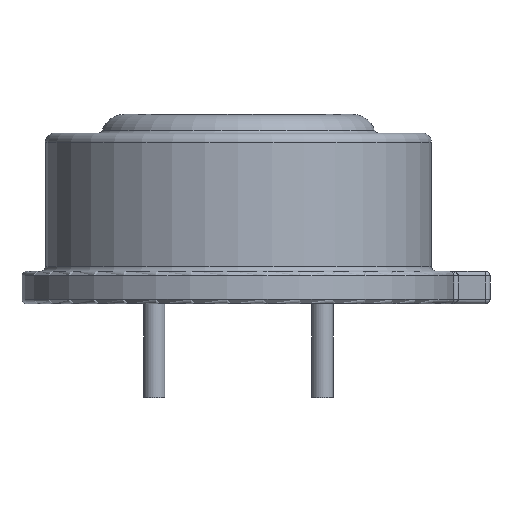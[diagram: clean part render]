
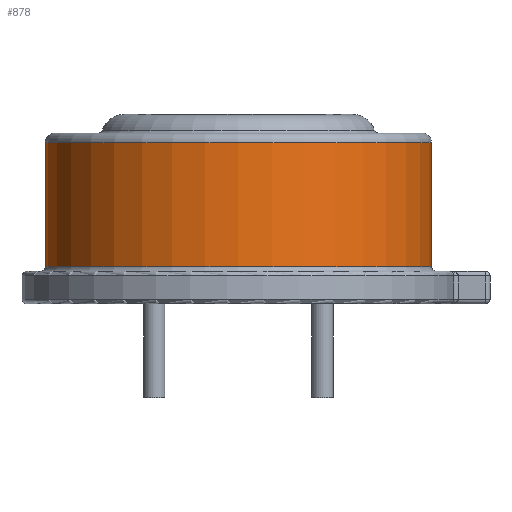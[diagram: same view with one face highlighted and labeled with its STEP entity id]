
A CAD part, front view. The second image highlights one B-rep face of the part: STEP entity #878.
In plain terms, the highlighted cylindrical face has radius 4.125 mm (diameter 8.25 mm), a partial arc.
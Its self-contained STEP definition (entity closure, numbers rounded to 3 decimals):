
#602 = VERTEX_POINT('',#603);
#603 = CARTESIAN_POINT('',(-4.125,0.,3.45));
#604 = VERTEX_POINT('',#605);
#605 = CARTESIAN_POINT('',(4.125,0.,3.45));
#646 = VERTEX_POINT('',#647);
#647 = CARTESIAN_POINT('',(4.125,0.,0.8));
#666 = VERTEX_POINT('',#667);
#667 = CARTESIAN_POINT('',(-4.125,0.,0.8));
#674 = EDGE_CURVE('',#666,#646,#675,.T.);
#675 = CIRCLE('',#676,4.125);
#676 = AXIS2_PLACEMENT_3D('',#677,#678,#679);
#677 = CARTESIAN_POINT('',(0.,0.,0.8));
#678 = DIRECTION('',(0.,0.,1.));
#679 = DIRECTION('',(1.,0.,0.));
#780 = EDGE_CURVE('',#666,#602,#781,.T.);
#781 = LINE('',#782,#783);
#782 = CARTESIAN_POINT('',(-4.125,0.,0.7));
#783 = VECTOR('',#784,1.);
#784 = DIRECTION('',(0.,0.,1.));
#787 = EDGE_CURVE('',#646,#604,#788,.T.);
#788 = LINE('',#789,#790);
#789 = CARTESIAN_POINT('',(4.125,0.,0.7));
#790 = VECTOR('',#791,1.);
#791 = DIRECTION('',(0.,0.,1.));
#878 = ADVANCED_FACE('',(#879),#891,.T.);
#879 = FACE_BOUND('',#880,.T.);
#880 = EDGE_LOOP('',(#881,#882,#883,#884));
#881 = ORIENTED_EDGE('',*,*,#780,.F.);
#882 = ORIENTED_EDGE('',*,*,#674,.T.);
#883 = ORIENTED_EDGE('',*,*,#787,.T.);
#884 = ORIENTED_EDGE('',*,*,#885,.T.);
#885 = EDGE_CURVE('',#604,#602,#886,.T.);
#886 = CIRCLE('',#887,4.125);
#887 = AXIS2_PLACEMENT_3D('',#888,#889,#890);
#888 = CARTESIAN_POINT('',(0.,0.,3.45));
#889 = DIRECTION('',(0.,0.,-1.));
#890 = DIRECTION('',(1.,0.,0.));
#891 = CYLINDRICAL_SURFACE('',#892,4.125);
#892 = AXIS2_PLACEMENT_3D('',#893,#894,#895);
#893 = CARTESIAN_POINT('',(0.,0.,0.7));
#894 = DIRECTION('',(0.,0.,1.));
#895 = DIRECTION('',(1.,0.,0.));
